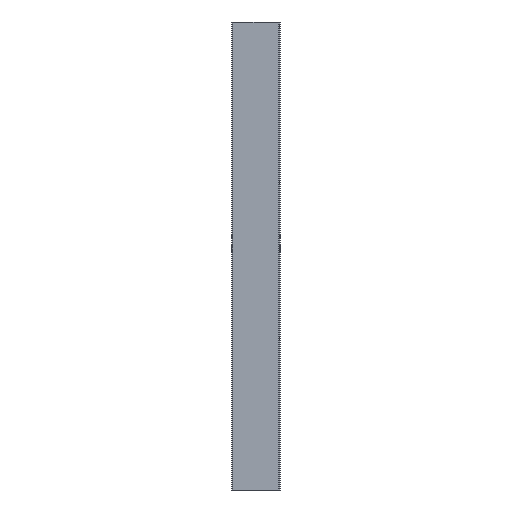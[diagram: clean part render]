
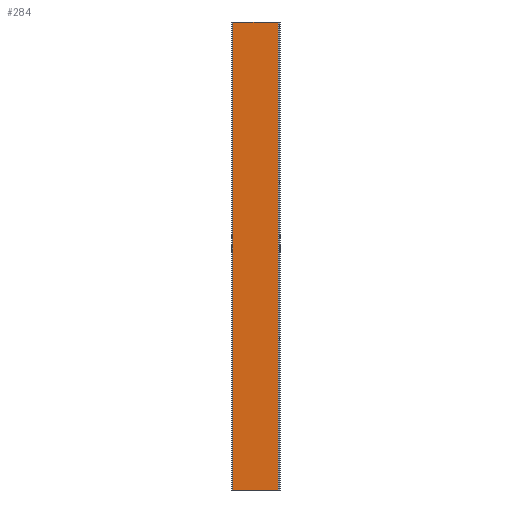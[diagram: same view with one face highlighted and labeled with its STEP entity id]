
A CAD part, left-side view. The second image highlights one B-rep face of the part: STEP entity #284.
In plain terms, the highlighted planar face has unit normal (-1, 0, 0).
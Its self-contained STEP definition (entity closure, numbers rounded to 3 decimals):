
#65 = LINE ( 'NONE', #2465, #1349 ) ;
#268 = CARTESIAN_POINT ( 'NONE',  ( -12.5, 19., 485. ) ) ;
#284 = ADVANCED_FACE ( 'NONE', ( #628 ), #3223, .F. ) ;
#361 = ORIENTED_EDGE ( 'NONE', *, *, #3072, .T. ) ;
#493 = DIRECTION ( 'NONE',  ( 1., 0., 0. ) ) ;
#503 = EDGE_LOOP ( 'NONE', ( #3543, #1336, #2027, #361 ) ) ;
#544 = LINE ( 'NONE', #786, #3007 ) ;
#628 = FACE_OUTER_BOUND ( 'NONE', #503, .T. ) ;
#786 = CARTESIAN_POINT ( 'NONE',  ( -12.5, -28., 500. ) ) ;
#828 = DIRECTION ( 'NONE',  ( 0., 0., -1. ) ) ;
#930 = EDGE_CURVE ( 'NONE', #2867, #3189, #2263, .T. ) ;
#1212 = CARTESIAN_POINT ( 'NONE',  ( -12.5, -28., 485. ) ) ;
#1299 = DIRECTION ( 'NONE',  ( 0., 0., -1. ) ) ;
#1336 = ORIENTED_EDGE ( 'NONE', *, *, #2797, .T. ) ;
#1349 = VECTOR ( 'NONE', #1299, 1000. ) ;
#1492 = DIRECTION ( 'NONE',  ( 0., -1., 0. ) ) ;
#1643 = AXIS2_PLACEMENT_3D ( 'NONE', #1701, #493, #828 ) ;
#1701 = CARTESIAN_POINT ( 'NONE',  ( -12.5, 20., 500. ) ) ;
#1714 = EDGE_CURVE ( 'NONE', #2620, #3753, #2766, .T. ) ;
#1826 = CARTESIAN_POINT ( 'NONE',  ( -12.5, 20., 0. ) ) ;
#2027 = ORIENTED_EDGE ( 'NONE', *, *, #930, .T. ) ;
#2125 = CARTESIAN_POINT ( 'NONE',  ( -12.5, 20., 485. ) ) ;
#2263 = LINE ( 'NONE', #1826, #3743 ) ;
#2445 = DIRECTION ( 'NONE',  ( 0., -1., 0. ) ) ;
#2465 = CARTESIAN_POINT ( 'NONE',  ( -12.5, 19., 500. ) ) ;
#2620 = VERTEX_POINT ( 'NONE', #268 ) ;
#2766 = LINE ( 'NONE', #2125, #3623 ) ;
#2797 = EDGE_CURVE ( 'NONE', #2620, #2867, #65, .T. ) ;
#2867 = VERTEX_POINT ( 'NONE', #3109 ) ;
#3007 = VECTOR ( 'NONE', #3833, 1000. ) ;
#3072 = EDGE_CURVE ( 'NONE', #3189, #3753, #544, .T. ) ;
#3109 = CARTESIAN_POINT ( 'NONE',  ( -12.5, 19., 0. ) ) ;
#3189 = VERTEX_POINT ( 'NONE', #3879 ) ;
#3223 = PLANE ( 'NONE',  #1643 ) ;
#3543 = ORIENTED_EDGE ( 'NONE', *, *, #1714, .F. ) ;
#3623 = VECTOR ( 'NONE', #1492, 1000. ) ;
#3743 = VECTOR ( 'NONE', #2445, 1000. ) ;
#3753 = VERTEX_POINT ( 'NONE', #1212 ) ;
#3833 = DIRECTION ( 'NONE',  ( 0., 0., 1. ) ) ;
#3879 = CARTESIAN_POINT ( 'NONE',  ( -12.5, -28., 0. ) ) ;
